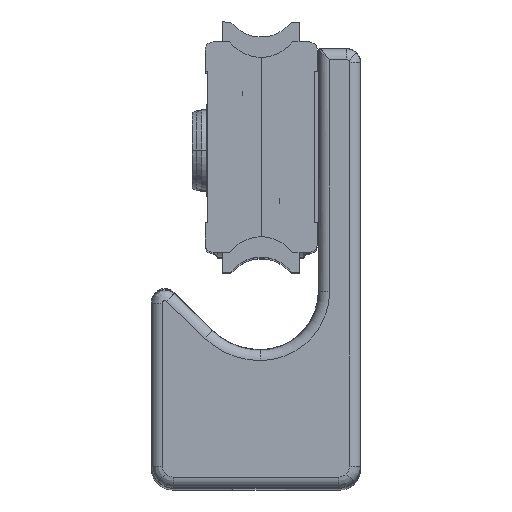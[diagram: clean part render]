
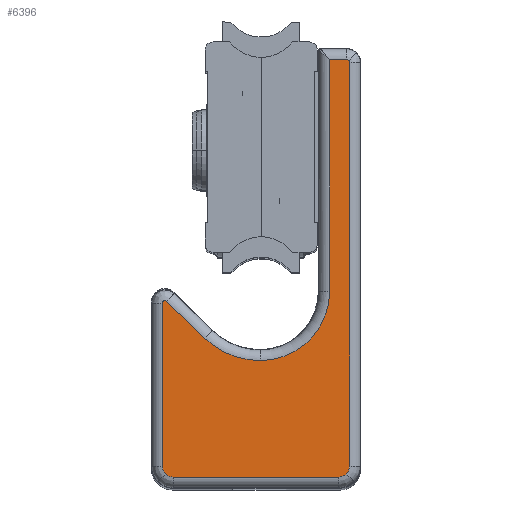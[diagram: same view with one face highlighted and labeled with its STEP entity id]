
A CAD part, top view. The second image highlights one B-rep face of the part: STEP entity #6396.
In plain terms, the highlighted face is planar.
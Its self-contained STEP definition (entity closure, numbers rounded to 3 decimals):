
#6396=ADVANCED_FACE('',(#8737),#8738,.F.);
#8737=FACE_OUTER_BOUND('',#22350,.T.);
#8738=PLANE('',#22351);
#22350=EDGE_LOOP('',(#31784,#31785,#31786,#31787,#31788,#31789,#31790,#31791,#31792,#31793,#31794,#31795,#31796,#31797,#31798));
#22351=AXIS2_PLACEMENT_3D('',#31799,#31800,#31801);
#31784=ORIENTED_EDGE('',*,*,#36042,.F.);
#31785=ORIENTED_EDGE('',*,*,#36039,.F.);
#31786=ORIENTED_EDGE('',*,*,#36162,.F.);
#31787=ORIENTED_EDGE('',*,*,#36000,.F.);
#31788=ORIENTED_EDGE('',*,*,#36065,.F.);
#31789=ORIENTED_EDGE('',*,*,#36163,.F.);
#31790=ORIENTED_EDGE('',*,*,#36152,.F.);
#31791=ORIENTED_EDGE('',*,*,#36092,.F.);
#31792=ORIENTED_EDGE('',*,*,#36037,.F.);
#31793=ORIENTED_EDGE('',*,*,#36084,.F.);
#31794=ORIENTED_EDGE('',*,*,#36027,.F.);
#31795=ORIENTED_EDGE('',*,*,#36086,.F.);
#31796=ORIENTED_EDGE('',*,*,#36090,.F.);
#31797=ORIENTED_EDGE('',*,*,#36087,.F.);
#31798=ORIENTED_EDGE('',*,*,#36080,.F.);
#31799=CARTESIAN_POINT('',(-0.8,-4.25,4.0));
#31800=DIRECTION('',(0.0,0.0,1.0));
#31801=DIRECTION('',(1.0,0.0,0.0));
#36000=EDGE_CURVE('',#40748,#40743,#40750,.T.);
#36027=EDGE_CURVE('',#40796,#40798,#40799,.T.);
#36037=EDGE_CURVE('',#40813,#40809,#40815,.T.);
#36039=EDGE_CURVE('',#40816,#40819,#40820,.T.);
#36042=EDGE_CURVE('',#40819,#40824,#40825,.T.);
#36065=EDGE_CURVE('',#40858,#40748,#40860,.T.);
#36080=EDGE_CURVE('',#40824,#40880,#40881,.T.);
#36084=EDGE_CURVE('',#40798,#40813,#40886,.T.);
#36086=EDGE_CURVE('',#40887,#40796,#40889,.T.);
#36087=EDGE_CURVE('',#40880,#40805,#40890,.T.);
#36090=EDGE_CURVE('',#40805,#40887,#40893,.T.);
#36092=EDGE_CURVE('',#40809,#40896,#40897,.T.);
#36152=EDGE_CURVE('',#40896,#40974,#40977,.T.);
#36162=EDGE_CURVE('',#40743,#40816,#40987,.T.);
#36163=EDGE_CURVE('',#40974,#40858,#40988,.T.);
#40743=VERTEX_POINT('',#54573);
#40748=VERTEX_POINT('',#54579);
#40750=LINE('',#54581,#54582);
#40796=VERTEX_POINT('',#54716);
#40798=VERTEX_POINT('',#54718);
#40799=(B_SPLINE_CURVE(3,(#54720,#54721,#54722,#54723),.UNSPECIFIED.,.F.,.F.)B_SPLINE_CURVE_WITH_KNOTS((4,4),(0.0,0.785),.UNSPECIFIED.)RATIONAL_B_SPLINE_CURVE((1.0,0.949,0.949,1.0))BOUNDED_CURVE()REPRESENTATION_ITEM('')GEOMETRIC_REPRESENTATION_ITEM()CURVE());
#40805=VERTEX_POINT('',#54749);
#40809=VERTEX_POINT('',#54783);
#40813=VERTEX_POINT('',#54799);
#40815=(B_SPLINE_CURVE(3,(#54802,#54803,#54804,#54805),.UNSPECIFIED.,.F.,.F.)B_SPLINE_CURVE_WITH_KNOTS((4,4),(5.498,6.283),.UNSPECIFIED.)RATIONAL_B_SPLINE_CURVE((1.0,0.949,0.949,1.0))BOUNDED_CURVE()REPRESENTATION_ITEM('')GEOMETRIC_REPRESENTATION_ITEM()CURVE());
#40816=VERTEX_POINT('',#54812);
#40819=VERTEX_POINT('',#54815);
#40820=LINE('',#54816,#54817);
#40824=VERTEX_POINT('',#54822);
#40825=CIRCLE('',#54823,14.853);
#40858=VERTEX_POINT('',#54938);
#40860=(B_SPLINE_CURVE(3,(#54941,#54942,#54943,#54944),.UNSPECIFIED.,.F.,.F.)B_SPLINE_CURVE_WITH_KNOTS((4,4),(0.0,0.785),.UNSPECIFIED.)RATIONAL_B_SPLINE_CURVE((1.0,0.949,0.949,1.0))BOUNDED_CURVE()REPRESENTATION_ITEM('')GEOMETRIC_REPRESENTATION_ITEM()CURVE());
#40880=VERTEX_POINT('',#55017);
#40881=CIRCLE('',#55018,12.853);
#40886=LINE('',#55024,#55025);
#40887=VERTEX_POINT('',#55026);
#40889=(B_SPLINE_CURVE(3,(#55029,#55030,#55031,#55032),.UNSPECIFIED.,.F.,.F.)B_SPLINE_CURVE_WITH_KNOTS((4,4),(5.498,6.283),.UNSPECIFIED.)RATIONAL_B_SPLINE_CURVE((1.0,0.949,0.949,1.0))BOUNDED_CURVE()REPRESENTATION_ITEM('')GEOMETRIC_REPRESENTATION_ITEM()CURVE());
#40890=LINE('',#55039,#55040);
#40893=LINE('',#55045,#55046);
#40896=VERTEX_POINT('',#55061);
#40897=(B_SPLINE_CURVE(3,(#55063,#55064,#55065,#55066),.UNSPECIFIED.,.F.,.F.)B_SPLINE_CURVE_WITH_KNOTS((4,4),(0.,0.785),.UNSPECIFIED.)RATIONAL_B_SPLINE_CURVE((1.0,0.949,0.949,1.0))BOUNDED_CURVE()REPRESENTATION_ITEM('')GEOMETRIC_REPRESENTATION_ITEM()CURVE());
#40974=VERTEX_POINT('',#55369);
#40977=LINE('',#55373,#55374);
#40987=CIRCLE('',#55391,0.447);
#40988=(B_SPLINE_CURVE(3,(#55393,#55394,#55395,#55396),.UNSPECIFIED.,.F.,.F.)B_SPLINE_CURVE_WITH_KNOTS((4,4),(5.498,6.283),.UNSPECIFIED.)RATIONAL_B_SPLINE_CURVE((1.0,0.949,0.949,1.0))BOUNDED_CURVE()REPRESENTATION_ITEM('')GEOMETRIC_REPRESENTATION_ITEM()CURVE());
#54573=CARTESIAN_POINT('',(17.347,-6.45,4.0));
#54579=CARTESIAN_POINT('',(17.347,-36.698,4.0));
#54581=CARTESIAN_POINT('',(17.347,-4.25,4.0));
#54582=VECTOR('',#62018,1.0);
#54716=CARTESIAN_POINT('',(-17.201,38.551,4.0));
#54718=CARTESIAN_POINT('',(-17.347,38.197,4.0));
#54720=CARTESIAN_POINT('',(-17.201,38.551,4.0));
#54721=CARTESIAN_POINT('',(-17.296,38.456,4.0));
#54722=CARTESIAN_POINT('',(-17.347,38.331,4.0));
#54723=CARTESIAN_POINT('',(-17.347,38.197,4.0));
#54749=CARTESIAN_POINT('',(-13.653,38.697,4.0));
#54783=CARTESIAN_POINT('',(-16.761,-38.111,4.0));
#54799=CARTESIAN_POINT('',(-17.347,-36.698,4.0));
#54802=CARTESIAN_POINT('',(-17.347,-36.698,4.0));
#54803=CARTESIAN_POINT('',(-17.347,-37.235,4.0));
#54804=CARTESIAN_POINT('',(-17.141,-37.732,4.0));
#54805=CARTESIAN_POINT('',(-16.761,-38.111,4.0));
#54812=CARTESIAN_POINT('',(16.59,-6.128,4.0));
#54815=CARTESIAN_POINT('',(9.5,-12.952,4.0));
#54816=CARTESIAN_POINT('',(8.5,-13.914,4.0));
#54817=VECTOR('',#62063,1.0);
#54822=CARTESIAN_POINT('',(-0.8,-17.103,4.0));
#54823=AXIS2_PLACEMENT_3D('',#62068,#62069,#62070);
#54938=CARTESIAN_POINT('',(16.761,-38.111,4.0));
#54941=CARTESIAN_POINT('',(16.761,-38.111,4.0));
#54942=CARTESIAN_POINT('',(17.141,-37.732,4.0));
#54943=CARTESIAN_POINT('',(17.347,-37.235,4.0));
#54944=CARTESIAN_POINT('',(17.347,-36.698,4.0));
#55017=CARTESIAN_POINT('',(-13.653,-4.25,4.0));
#55018=AXIS2_PLACEMENT_3D('',#62113,#62114,#62115);
#55024=CARTESIAN_POINT('',(-17.347,-4.25,4.0));
#55025=VECTOR('',#62123,1.0);
#55026=CARTESIAN_POINT('',(-16.847,38.697,4.0));
#55029=CARTESIAN_POINT('',(-16.847,38.697,4.0));
#55030=CARTESIAN_POINT('',(-16.981,38.697,4.0));
#55031=CARTESIAN_POINT('',(-17.106,38.646,4.0));
#55032=CARTESIAN_POINT('',(-17.201,38.551,4.0));
#55039=CARTESIAN_POINT('',(-13.653,-4.25,4.0));
#55040=VECTOR('',#62127,1.0);
#55045=CARTESIAN_POINT('',(-0.8,38.697,4.0));
#55046=VECTOR('',#62130,1.0);
#55061=CARTESIAN_POINT('',(-15.348,-38.697,4.0));
#55063=CARTESIAN_POINT('',(-16.761,-38.111,4.0));
#55064=CARTESIAN_POINT('',(-16.382,-38.491,4.0));
#55065=CARTESIAN_POINT('',(-15.885,-38.697,4.0));
#55066=CARTESIAN_POINT('',(-15.348,-38.697,4.0));
#55369=CARTESIAN_POINT('',(15.348,-38.697,4.0));
#55373=CARTESIAN_POINT('',(-0.8,-38.697,4.0));
#55374=VECTOR('',#62192,1.0);
#55391=AXIS2_PLACEMENT_3D('',#62206,#62207,#62208);
#55393=CARTESIAN_POINT('',(15.348,-38.697,4.0));
#55394=CARTESIAN_POINT('',(15.885,-38.697,4.0));
#55395=CARTESIAN_POINT('',(16.382,-38.491,4.0));
#55396=CARTESIAN_POINT('',(16.761,-38.111,4.0));
#62018=DIRECTION('',(0.,1.0,0.0));
#62063=DIRECTION('',(-0.721,-0.693,0.0));
#62068=CARTESIAN_POINT('',(-0.8,-2.25,4.0));
#62069=DIRECTION('',(0.0,0.0,-1.0));
#62070=DIRECTION('',(-1.0,0.0,0.0));
#62113=CARTESIAN_POINT('',(-0.8,-4.25,4.0));
#62114=DIRECTION('',(0.0,0.0,-1.0));
#62115=DIRECTION('',(-1.0,0.0,0.0));
#62123=DIRECTION('',(0.,-1.0,0.0));
#62127=DIRECTION('',(0.,1.0,0.0));
#62130=DIRECTION('',(-1.0,0.0,0.0));
#62192=DIRECTION('',(1.0,0.0,0.0));
#62206=CARTESIAN_POINT('',(16.9,-6.45,4.0));
#62207=DIRECTION('',(0.0,0.0,1.0));
#62208=DIRECTION('',(-1.0,0.,0.0));
